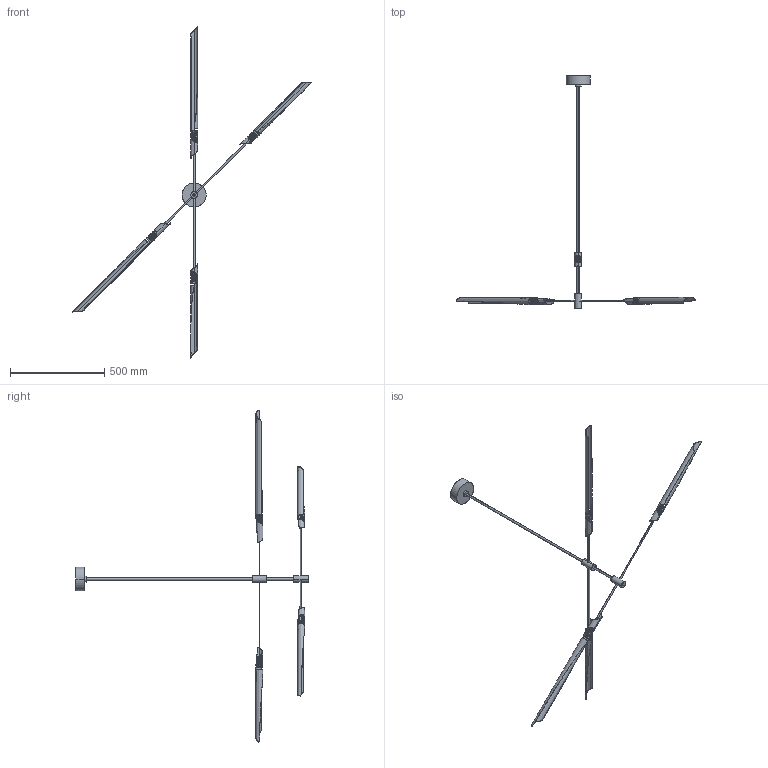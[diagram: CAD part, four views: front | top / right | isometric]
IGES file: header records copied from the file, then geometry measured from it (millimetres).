
Start section: SolidWorks IGES file using analytic representation for surfaces
Global section: file name: BODCH4 - Boden - Chandelier 04 - Horizontal - 4 Lights.IGS; native system: SolidWorks 2021; preprocessor: SolidWorks 2021; author: dum; date: 220509.173647; units: millimetre
Bounding box: 1272.15 x 1233.13 x 1761.32 mm (x, y, z)
Surface area: 615029.4 mm2 (no closed solid volume)
Topology: 0 solids, 0 shells, 1416 faces, 19305 edges, 19283 vertices
Faces by surface type: revolution 752, bspline 664
